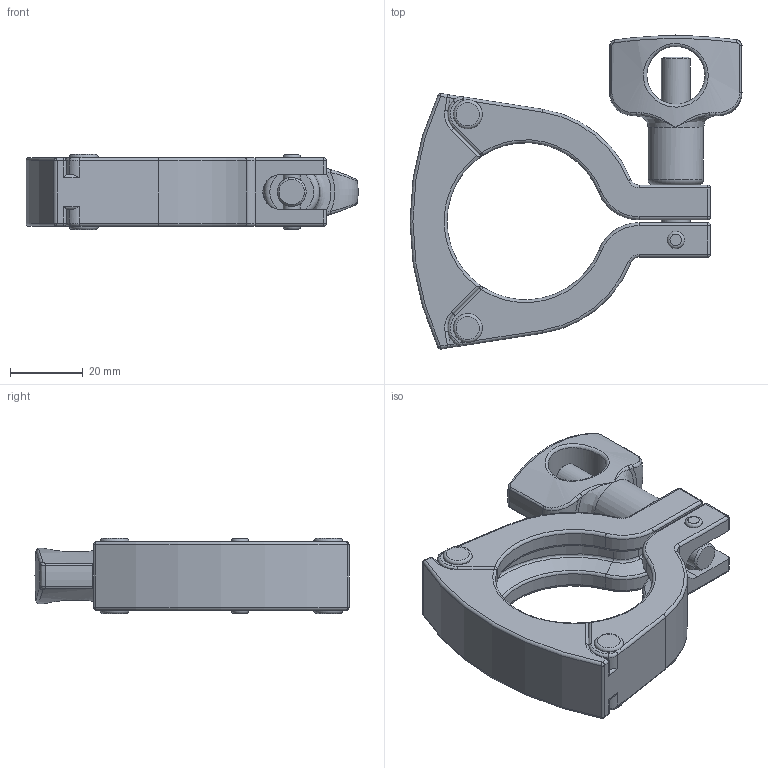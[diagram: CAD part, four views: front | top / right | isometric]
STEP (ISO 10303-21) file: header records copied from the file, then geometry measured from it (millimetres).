
FILE_DESCRIPTION((''),'2;1');
FILE_NAME('13MHHS HEAVY 3-SEGMENT CLAMP 1.5.stp','2009-02-06T11:53:00',('echaffee'),(''),'Autodesk Inventor 2009','Autodesk Inventor 2009','');
FILE_SCHEMA(('AUTOMOTIVE_DESIGN { 1 0 10303 214 1 1 1 1 }'));
Length unit declared in the file: inch
Products named in the file (1): 13MHHS HEAVY 3-SEGMENT CLAMP 1
Bounding box: 91.22 x 86.29 x 20.64 mm (x, y, z)
Volume: 46890.5 mm3; surface area: 18877.8 mm2
Topology: 1 solids, 1 shells, 301 faces, 708 edges, 387 vertices
Faces by surface type: cylinder 118, torus 55, plane 49, bspline 39, sphere 28, cone 12
Full cylindrical faces by diameter (mm): 4.763 x4, 7.938 x6, 15.24 x1, 15.875 x1
Entity records: 10426 total; most frequent: CARTESIAN_POINT 3853, DIRECTION 1460, ORIENTED_EDGE 1310, EDGE_CURVE 655, AXIS2_PLACEMENT_3D 625, VERTEX_POINT 379, CIRCLE 350, EDGE_LOOP 332
